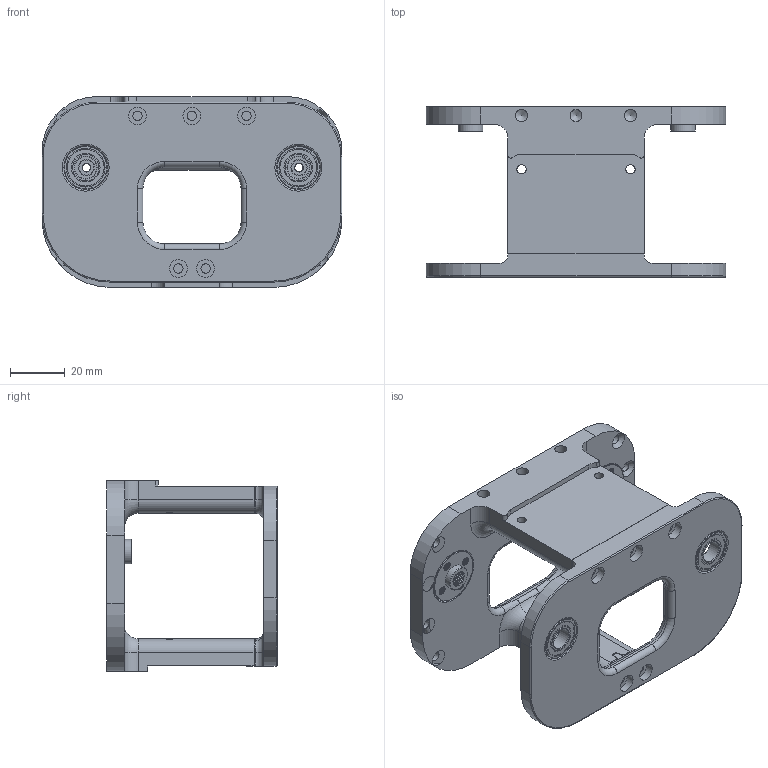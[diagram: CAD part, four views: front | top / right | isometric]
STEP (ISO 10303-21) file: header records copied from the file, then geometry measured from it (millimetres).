
FILE_DESCRIPTION(/* description */ (''),/* implementation_level */ '2;1');
FILE_NAME(/* name */ 'Spot MM1 Shoulder Assembly v46.step',/* time_stamp */ '2022-01-19T20:30:50-08:00',/* author */ (''),/* organization */ (''),/* preprocessor_version */ 'ST-DEVELOPER v18.1',/* originating_system */ 'Autodesk Translation Framework v10.13.0.1454',/* authorisation */ '');
FILE_SCHEMA (('AUTOMOTIVE_DESIGN { 1 0 10303 214 3 1 1 }'));
Length unit declared in the file: millimetre
Products named in the file (20): Spot MM1 Shoulder Assembly; Shoulder; Inner_Plate; Outer_Plate; servo horn v3; Default; servo horn v3 (1); Default (1); F688AZZ v3; _F688AZZ Outer Ring; _F688AZZ Inner Ring; _F688AZZ Shield1; _F688AZZ Shield2; _F688AZZ Ball; F688AZZ v3 (1); _F688AZZ Outer Ring (1); _F688AZZ Inner Ring (1); _F688AZZ Shield1 (1); _F688AZZ Shield2 (1); _F688AZZ Ball (1)
Assembly tree (41 placements, depth 4):
  Spot MM1 Shoulder Assembly
    Shoulder
      Inner_Plate
      Outer_Plate
      servo horn v3
        Default
      servo horn v3 (1)
        Default (1)
      F688AZZ v3
        _F688AZZ Outer Ring
        _F688AZZ Inner Ring
        _F688AZZ Shield1
        _F688AZZ Ball  x12
        _F688AZZ Shield2
      F688AZZ v3 (1)
        _F688AZZ Outer Ring (1)
        _F688AZZ Inner Ring (1)
        _F688AZZ Shield1 (1)
        _F688AZZ Ball (1)  x12
        _F688AZZ Shield2 (1)
Bounding box: 110 x 62.5 x 70 mm (x, y, z)
Volume: 96435.7 mm3; surface area: 46418 mm2
Topology: 36 solids, 36 shells, 685 faces, 1779 edges, 1139 vertices
Faces by surface type: cylinder 318, plane 225, torus 64, bspline 28, cone 26, sphere 24
Full cylindrical faces by diameter (mm): 2.529 x16, 3 x2, 3.086 x8, 3.4 x30, 4.4 x8, 6.5 x5, 8 x2, 9 x2, 9.65 x8, 10.5 x4, 13.5 x4, 14.2 x8, 16 x2, 16.2 x2, 18 x2, 18.5 x2, 20 x2, 20.2 x2
Entity records: 27787 total; most frequent: CARTESIAN_POINT 10734, DIRECTION 3488, ORIENTED_EDGE 3398, EDGE_CURVE 1699, AXIS2_PLACEMENT_3D 1326, VERTEX_POINT 1095, LINE 836, VECTOR 836
